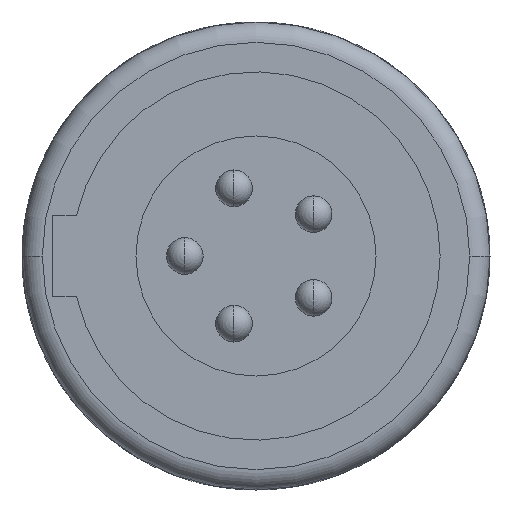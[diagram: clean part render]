
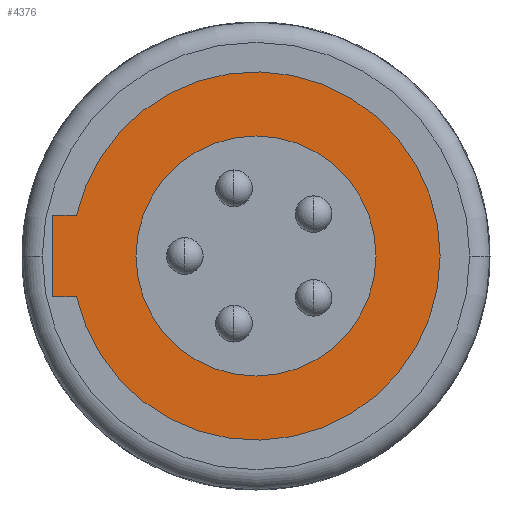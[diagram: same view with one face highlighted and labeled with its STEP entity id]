
A CAD part, left-side view. The second image highlights one B-rep face of the part: STEP entity #4376.
In plain terms, the highlighted planar face has unit normal (-1, 0, 0).
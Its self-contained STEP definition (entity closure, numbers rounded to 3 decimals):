
#1=DIRECTION('',(0.,1.,0.));
#2=VECTOR('',#1,0.587);
#3=CARTESIAN_POINT('',(0.,4.413,-1.));
#4=LINE('',#3,#2);
#5=DIRECTION('',(0.,0.,1.));
#6=VECTOR('',#5,2.);
#7=CARTESIAN_POINT('',(0.,5.,-1.));
#8=LINE('',#7,#6);
#9=DIRECTION('',(0.,-1.,0.));
#10=VECTOR('',#9,0.587);
#11=CARTESIAN_POINT('',(0.,5.,1.));
#12=LINE('',#11,#10);
#13=CARTESIAN_POINT('',(0.,0.,0.));
#14=DIRECTION('',(1.,0.,0.));
#15=DIRECTION('',(0.,0.,-1.));
#16=AXIS2_PLACEMENT_3D('',#13,#14,#15);
#18=CARTESIAN_POINT('',(0.,0.,0.));
#19=DIRECTION('',(1.,0.,0.));
#20=DIRECTION('',(0.,0.,1.));
#21=AXIS2_PLACEMENT_3D('',#18,#19,#20);
#32=CARTESIAN_POINT('',(0.,0.,0.));
#33=DIRECTION('',(-1.,0.,0.));
#34=DIRECTION('',(0.,0.975,-0.221));
#35=AXIS2_PLACEMENT_3D('',#32,#33,#34);
#3949=CARTESIAN_POINT('',(0.,0.,-2.95));
#3950=VERTEX_POINT('',#3949);
#3951=CARTESIAN_POINT('',(0.,0.,2.95));
#3952=VERTEX_POINT('',#3951);
#4159=CARTESIAN_POINT('',(0.,5.,-1.));
#4160=CARTESIAN_POINT('',(0.,5.,1.));
#4161=VERTEX_POINT('',#4159);
#4162=VERTEX_POINT('',#4160);
#4163=CARTESIAN_POINT('',(0.,4.413,-1.));
#4164=VERTEX_POINT('',#4163);
#4165=CARTESIAN_POINT('',(0.,4.413,1.));
#4166=VERTEX_POINT('',#4165);
#4355=CARTESIAN_POINT('',(0.,0.,0.));
#4356=DIRECTION('',(1.,0.,0.));
#4357=DIRECTION('',(0.,0.,-1.));
#4358=AXIS2_PLACEMENT_3D('',#4355,#4356,#4357);
#4359=PLANE('',#4358);
#4361=ORIENTED_EDGE('',*,*,#4360,.F.);
#4363=ORIENTED_EDGE('',*,*,#4362,.T.);
#4365=ORIENTED_EDGE('',*,*,#4364,.T.);
#4367=ORIENTED_EDGE('',*,*,#4366,.T.);
#4368=EDGE_LOOP('',(#4361,#4363,#4365,#4367));
#4369=FACE_OUTER_BOUND('',#4368,.F.);
#4371=ORIENTED_EDGE('',*,*,#4370,.F.);
#4373=ORIENTED_EDGE('',*,*,#4372,.F.);
#4374=EDGE_LOOP('',(#4371,#4373));
#4375=FACE_BOUND('',#4374,.F.);
#4376=ADVANCED_FACE('',(#4369,#4375),#4359,.F.);
#17=CIRCLE('',#16,2.95);
#22=CIRCLE('',#21,2.95);
#36=CIRCLE('',#35,4.525);
#4360=EDGE_CURVE('',#4164,#4166,#36,.T.);
#4362=EDGE_CURVE('',#4164,#4161,#4,.T.);
#4364=EDGE_CURVE('',#4161,#4162,#8,.T.);
#4366=EDGE_CURVE('',#4162,#4166,#12,.T.);
#4370=EDGE_CURVE('',#3950,#3952,#17,.T.);
#4372=EDGE_CURVE('',#3952,#3950,#22,.T.);
